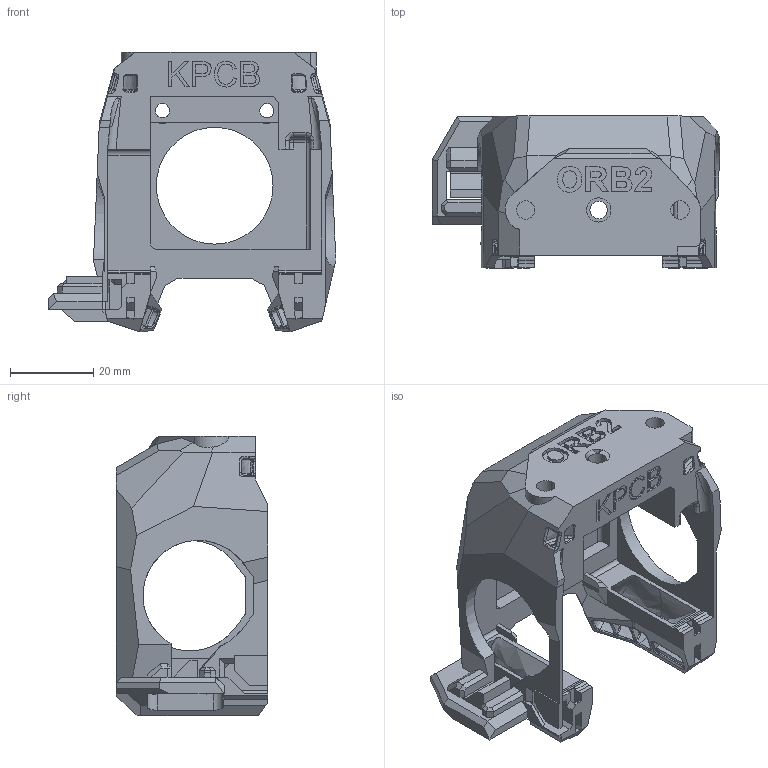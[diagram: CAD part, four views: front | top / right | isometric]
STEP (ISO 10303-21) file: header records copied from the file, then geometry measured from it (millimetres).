
FILE_DESCRIPTION(/* description */ (''),/* implementation_level */ '2;1');
FILE_NAME(/* name */ 'Front Cowling ORB2_KPCB_MOD.step',/* time_stamp */ '2023-11-02T17:58:03+02:00',/* author */ (''),/* organization */ (''),/* preprocessor_version */ 'ST-DEVELOPER v20',/* originating_system */ 'Autodesk Translation Framework v12.14.0.127',/* authorisation */ '');
FILE_SCHEMA (('AUTOMOTIVE_DESIGN { 1 0 10303 214 3 1 1 }'));
Products named in the file (2): Front Cowling ORB2_KPCB_MOD; FDM Support (1)
Assembly tree (1 placements, depth 2):
  Front Cowling ORB2_KPCB_MOD
    FDM Support (1)
Bounding box: 68.94 x 36.34 x 67 mm (x, y, z)
Volume: 36490.2 mm3; surface area: 19280 mm2
Topology: 2 solids, 2 shells, 790 faces, 2252 edges, 1449 vertices
Faces by surface type: plane 388, bspline 277, cylinder 104, cone 13, sphere 4, torus 4
Full cylindrical faces by diameter (mm): 2.4 x2, 3.2 x3, 3.4 x2, 4.2 x1, 4.4 x2, 6.2 x2, 28 x1
Entity records: 45889 total; most frequent: CARTESIAN_POINT 27074, ORIENTED_EDGE 4478, DIRECTION 3068, EDGE_CURVE 2239, VERTEX_POINT 1448, LINE 1286, VECTOR 1286, AXIS2_PLACEMENT_3D 891
